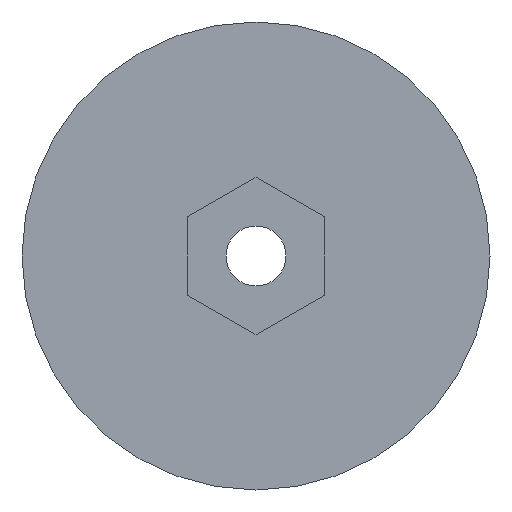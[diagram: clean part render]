
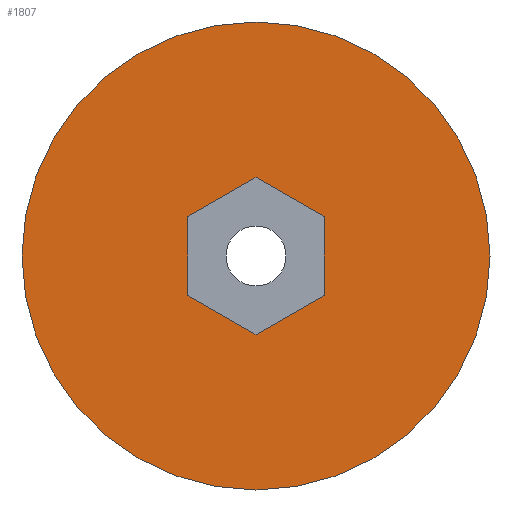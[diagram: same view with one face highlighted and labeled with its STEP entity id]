
A CAD part, left-side view. The second image highlights one B-rep face of the part: STEP entity #1807.
In plain terms, the highlighted planar face has unit normal (-1, 0, 0).
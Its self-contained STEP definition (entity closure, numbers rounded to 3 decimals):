
#115=CARTESIAN_POINT('',(0.,0.,0.));
#116=DIRECTION('',(-1.,0.,0.));
#117=DIRECTION('',(0.,1.,0.));
#118=AXIS2_PLACEMENT_3D('',#115,#116,#117);
#120=CARTESIAN_POINT('',(0.,0.,0.));
#121=DIRECTION('',(-1.,0.,0.));
#122=DIRECTION('',(0.,-1.,0.));
#123=AXIS2_PLACEMENT_3D('',#120,#121,#122);
#125=DIRECTION('',(0.,-0.866,-0.5));
#126=VECTOR('',#125,1.732);
#127=CARTESIAN_POINT('',(0.,0.,1.732));
#128=LINE('',#127,#126);
#129=DIRECTION('',(0.,-0.866,0.5));
#130=VECTOR('',#129,1.732);
#131=CARTESIAN_POINT('',(0.,1.5,0.866));
#132=LINE('',#131,#130);
#133=DIRECTION('',(0.,0.,1.));
#134=VECTOR('',#133,1.732);
#135=CARTESIAN_POINT('',(0.,1.5,-0.866));
#136=LINE('',#135,#134);
#137=DIRECTION('',(0.,0.866,0.5));
#138=VECTOR('',#137,1.732);
#139=CARTESIAN_POINT('',(0.,0.,-1.732));
#140=LINE('',#139,#138);
#141=DIRECTION('',(0.,0.866,-0.5));
#142=VECTOR('',#141,1.732);
#143=CARTESIAN_POINT('',(0.,-1.5,-0.866));
#144=LINE('',#143,#142);
#145=DIRECTION('',(0.,0.,-1.));
#146=VECTOR('',#145,1.732);
#147=CARTESIAN_POINT('',(0.,-1.5,0.866));
#148=LINE('',#147,#146);
#1726=CARTESIAN_POINT('',(0.,0.,1.732));
#1727=CARTESIAN_POINT('',(0.,-1.5,0.866));
#1728=VERTEX_POINT('',#1726);
#1729=VERTEX_POINT('',#1727);
#1730=CARTESIAN_POINT('',(0.,-1.5,-0.866));
#1731=VERTEX_POINT('',#1730);
#1732=CARTESIAN_POINT('',(0.,0.,-1.732));
#1733=VERTEX_POINT('',#1732);
#1734=CARTESIAN_POINT('',(0.,1.5,-0.866));
#1735=VERTEX_POINT('',#1734);
#1736=CARTESIAN_POINT('',(0.,1.5,0.866));
#1737=VERTEX_POINT('',#1736);
#1758=CARTESIAN_POINT('',(0.,5.158,0.));
#1759=CARTESIAN_POINT('',(0.,-5.158,0.));
#1760=VERTEX_POINT('',#1758);
#1761=VERTEX_POINT('',#1759);
#1782=CARTESIAN_POINT('',(0.,0.,0.));
#1783=DIRECTION('',(1.,0.,0.));
#1784=DIRECTION('',(0.,-1.,0.));
#1785=AXIS2_PLACEMENT_3D('',#1782,#1783,#1784);
#1786=PLANE('',#1785);
#1788=ORIENTED_EDGE('',*,*,#1787,.F.);
#1790=ORIENTED_EDGE('',*,*,#1789,.F.);
#1791=EDGE_LOOP('',(#1788,#1790));
#1792=FACE_OUTER_BOUND('',#1791,.F.);
#1794=ORIENTED_EDGE('',*,*,#1793,.F.);
#1796=ORIENTED_EDGE('',*,*,#1795,.F.);
#1798=ORIENTED_EDGE('',*,*,#1797,.F.);
#1800=ORIENTED_EDGE('',*,*,#1799,.F.);
#1802=ORIENTED_EDGE('',*,*,#1801,.F.);
#1804=ORIENTED_EDGE('',*,*,#1803,.F.);
#1805=EDGE_LOOP('',(#1794,#1796,#1798,#1800,#1802,#1804));
#1806=FACE_BOUND('',#1805,.F.);
#119=CIRCLE('',#118,5.158);
#124=CIRCLE('',#123,5.158);
#1787=EDGE_CURVE('',#1760,#1761,#119,.T.);
#1789=EDGE_CURVE('',#1761,#1760,#124,.T.);
#1793=EDGE_CURVE('',#1728,#1729,#128,.T.);
#1795=EDGE_CURVE('',#1737,#1728,#132,.T.);
#1797=EDGE_CURVE('',#1735,#1737,#136,.T.);
#1799=EDGE_CURVE('',#1733,#1735,#140,.T.);
#1801=EDGE_CURVE('',#1731,#1733,#144,.T.);
#1803=EDGE_CURVE('',#1729,#1731,#148,.T.);
#1807=ADVANCED_FACE('',(#1792,#1806),#1786,.F.);
